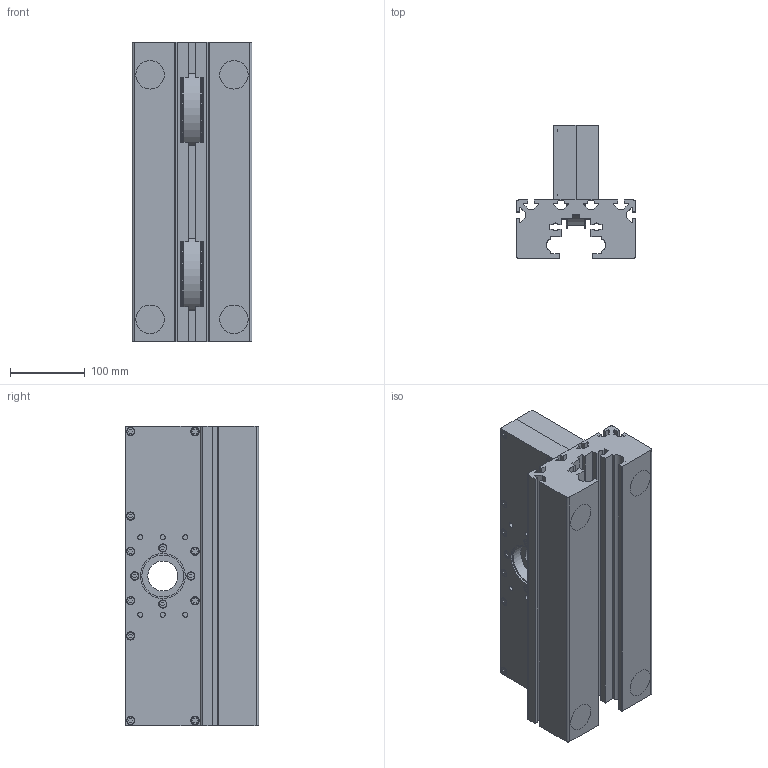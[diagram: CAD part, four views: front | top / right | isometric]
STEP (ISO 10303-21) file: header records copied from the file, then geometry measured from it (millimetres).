
FILE_DESCRIPTION((''),'2;1');
FILE_NAME('SL0602N.ipt.step','2007-09-10T15:14:07',(''),(''),'Autodesk Inventor 11','Autodesk Inventor 11','');
FILE_SCHEMA(('AUTOMOTIVE_DESIGN { 1 0 10303 214 1 1 1 1 }'));
Length unit declared in the file: millimetre
Products named in the file (1): SL0602N
Bounding box: 160 x 178 x 400 mm (x, y, z)
Volume: 5444690.3 mm3; surface area: 647962.6 mm2
Topology: 1 solids, 1 shells, 488 faces, 1206 edges, 778 vertices
Faces by surface type: plane 271, bspline 169, cylinder 48
Full cylindrical faces by diameter (mm): 6.647 x6, 10 x14, 11 x4, 38 x4, 40 x1, 56 x1, 60 x1
Entity records: 14615 total; most frequent: CARTESIAN_POINT 3673, ORIENTED_EDGE 2226, DIRECTION 1999, EDGE_CURVE 1113, VECTOR 867, LINE 867, VERTEX_POINT 766, EDGE_LOOP 673
